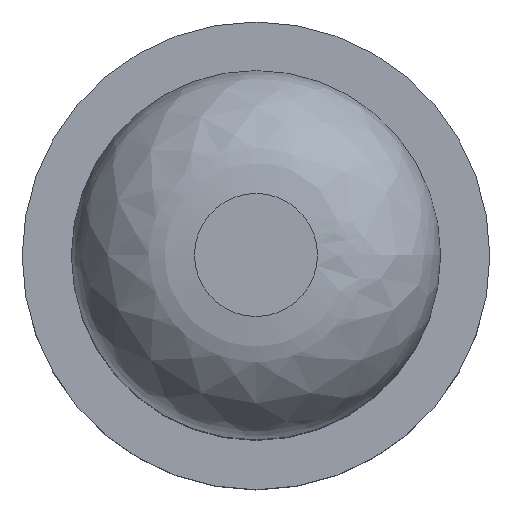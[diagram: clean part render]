
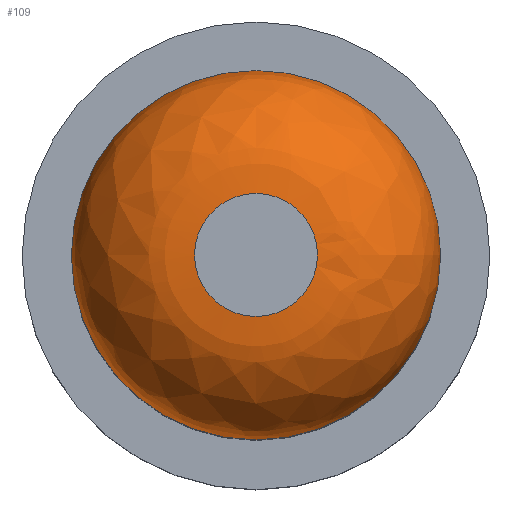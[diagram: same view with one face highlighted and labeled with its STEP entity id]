
A CAD part, top view. The second image highlights one B-rep face of the part: STEP entity #109.
In plain terms, the highlighted free-form (B-spline) face has degree [2, 2] with [3, 9] control points.
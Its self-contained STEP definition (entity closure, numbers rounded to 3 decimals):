
#15=(
BOUNDED_SURFACE()
B_SPLINE_SURFACE(2,2,((#204,#205,#206,#207,#208,#209,#210,#211,#212),(#213,
#214,#215,#216,#217,#218,#219,#220,#221),(#222,#223,#224,#225,#226,#227,
#228,#229,#230)),.UNSPECIFIED.,.F.,.T.,.F.)
B_SPLINE_SURFACE_WITH_KNOTS((3,3),(3,2,2,2,3),(-1.571,0.),(-3.142,
-1.571,0.,1.571,3.142),.UNSPECIFIED.)
GEOMETRIC_REPRESENTATION_ITEM()
RATIONAL_B_SPLINE_SURFACE(((1.,0.707,1.,0.707,1.,
0.707,1.,0.707,1.),(0.707,0.5,
0.707,0.5,0.707,0.5,
0.707,0.5,0.707),(1.,0.707,
1.,0.707,1.,0.707,1.,0.707,1.)))
REPRESENTATION_ITEM('')
SURFACE()
);
#29=FACE_OUTER_BOUND('',#39,.T.);
#39=EDGE_LOOP('',(#94,#95,#96,#97,#98));
#47=CIRCLE('',#126,1.5);
#48=CIRCLE('',#127,1.5);
#53=CIRCLE('',#138,0.5);
#54=CIRCLE('',#139,1.);
#56=VERTEX_POINT('',#181);
#57=VERTEX_POINT('',#183);
#62=VERTEX_POINT('',#202);
#65=EDGE_CURVE('',#56,#57,#47,.T.);
#66=EDGE_CURVE('',#57,#56,#48,.T.);
#73=EDGE_CURVE('',#62,#62,#53,.T.);
#74=EDGE_CURVE('',#57,#62,#54,.T.);
#94=ORIENTED_EDGE('',*,*,#65,.F.);
#95=ORIENTED_EDGE('',*,*,#66,.F.);
#96=ORIENTED_EDGE('',*,*,#74,.T.);
#97=ORIENTED_EDGE('',*,*,#73,.T.);
#98=ORIENTED_EDGE('',*,*,#74,.F.);
#109=ADVANCED_FACE('',(#29),#15,.F.);
#126=AXIS2_PLACEMENT_3D('',#184,#147,#148);
#127=AXIS2_PLACEMENT_3D('',#185,#149,#150);
#138=AXIS2_PLACEMENT_3D('',#203,#173,#174);
#139=AXIS2_PLACEMENT_3D('',#231,#175,#176);
#147=DIRECTION('center_axis',(0.,0.,-1.));
#148=DIRECTION('ref_axis',(1.,0.,0.));
#149=DIRECTION('center_axis',(0.,0.,-1.));
#150=DIRECTION('ref_axis',(1.,0.,0.));
#173=DIRECTION('center_axis',(0.,0.,-1.));
#174=DIRECTION('ref_axis',(1.,0.,0.));
#175=DIRECTION('center_axis',(0.,-1.,0.));
#176=DIRECTION('ref_axis',(1.,0.,0.));
#181=CARTESIAN_POINT('',(0.,-1.5,3.1));
#183=CARTESIAN_POINT('',(1.5,0.,3.1));
#184=CARTESIAN_POINT('Origin',(0.,0.,3.1));
#185=CARTESIAN_POINT('Origin',(0.,0.,3.1));
#202=CARTESIAN_POINT('',(0.5,0.,4.1));
#203=CARTESIAN_POINT('Origin',(0.,0.,4.1));
#204=CARTESIAN_POINT('Ctrl Pts',(0.5,0.,4.1));
#205=CARTESIAN_POINT('Ctrl Pts',(0.5,-0.5,4.1));
#206=CARTESIAN_POINT('Ctrl Pts',(0.,-0.5,4.1));
#207=CARTESIAN_POINT('Ctrl Pts',(-0.5,-0.5,4.1));
#208=CARTESIAN_POINT('Ctrl Pts',(-0.5,0.,4.1));
#209=CARTESIAN_POINT('Ctrl Pts',(-0.5,0.5,4.1));
#210=CARTESIAN_POINT('Ctrl Pts',(0.,0.5,4.1));
#211=CARTESIAN_POINT('Ctrl Pts',(0.5,0.5,4.1));
#212=CARTESIAN_POINT('Ctrl Pts',(0.5,0.,4.1));
#213=CARTESIAN_POINT('Ctrl Pts',(1.5,0.,4.1));
#214=CARTESIAN_POINT('Ctrl Pts',(1.5,-1.5,4.1));
#215=CARTESIAN_POINT('Ctrl Pts',(0.,-1.5,4.1));
#216=CARTESIAN_POINT('Ctrl Pts',(-1.5,-1.5,4.1));
#217=CARTESIAN_POINT('Ctrl Pts',(-1.5,0.,4.1));
#218=CARTESIAN_POINT('Ctrl Pts',(-1.5,1.5,4.1));
#219=CARTESIAN_POINT('Ctrl Pts',(0.,1.5,4.1));
#220=CARTESIAN_POINT('Ctrl Pts',(1.5,1.5,4.1));
#221=CARTESIAN_POINT('Ctrl Pts',(1.5,0.,4.1));
#222=CARTESIAN_POINT('Ctrl Pts',(1.5,0.,3.1));
#223=CARTESIAN_POINT('Ctrl Pts',(1.5,-1.5,3.1));
#224=CARTESIAN_POINT('Ctrl Pts',(0.,-1.5,3.1));
#225=CARTESIAN_POINT('Ctrl Pts',(-1.5,-1.5,3.1));
#226=CARTESIAN_POINT('Ctrl Pts',(-1.5,0.,3.1));
#227=CARTESIAN_POINT('Ctrl Pts',(-1.5,1.5,3.1));
#228=CARTESIAN_POINT('Ctrl Pts',(0.,1.5,3.1));
#229=CARTESIAN_POINT('Ctrl Pts',(1.5,1.5,3.1));
#230=CARTESIAN_POINT('Ctrl Pts',(1.5,0.,3.1));
#231=CARTESIAN_POINT('Origin',(0.5,0.,
3.1));
